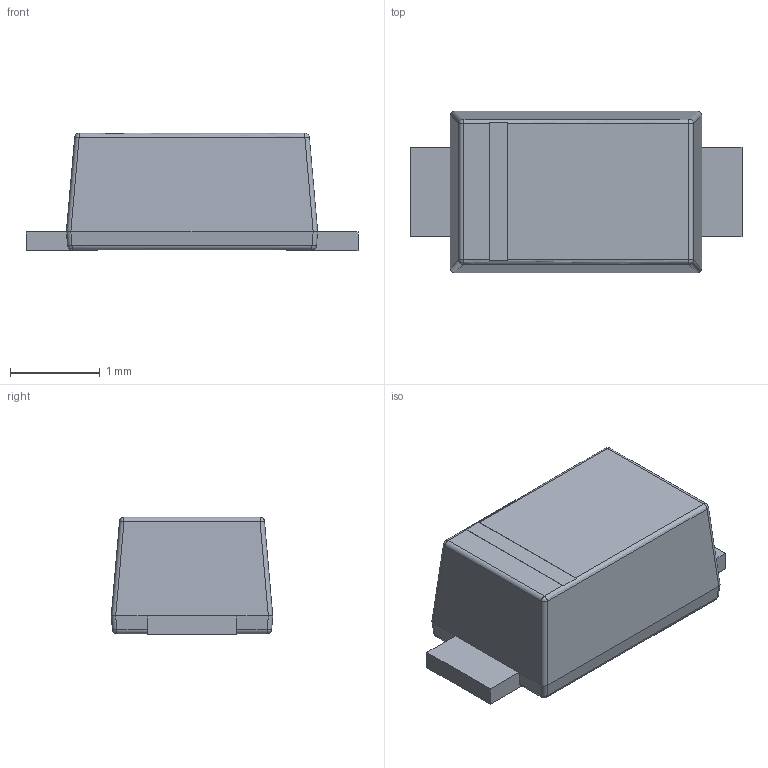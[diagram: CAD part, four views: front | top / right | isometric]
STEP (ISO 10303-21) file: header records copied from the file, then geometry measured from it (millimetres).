
FILE_DESCRIPTION(('Open CASCADE Model'),'2;1');
FILE_NAME('Open CASCADE Shape Model','2025-12-31T10:10:42',('Author'),( 'Open CASCADE'),'Open CASCADE STEP processor 7.8','Open CASCADE 7.8' ,'Unknown');
FILE_SCHEMA(('AUTOMOTIVE_DESIGN { 1 0 10303 214 1 1 1 1 }'));
Length unit declared in the file: millimetre
Products named in the file (1): SOLID
Bounding box: 3.7 x 1.8 x 1.31 mm (x, y, z)
Volume: 6.3 mm3; surface area: 22.5 mm2
Topology: 1 solids, 1 shells, 113 faces, 276 edges, 172 vertices
Faces by surface type: bspline 113
Entity records: 4524 total; most frequent: CARTESIAN_POINT 2021, ORIENTED_EDGE 552, EDGE_CURVE 276, B_SPLINE_CURVE_WITH_KNOTS 240, VERTEX_POINT 172, FACE_BOUND 120, EDGE_LOOP 120, PRESENTATION_STYLE_ASSIGNMENT 114
